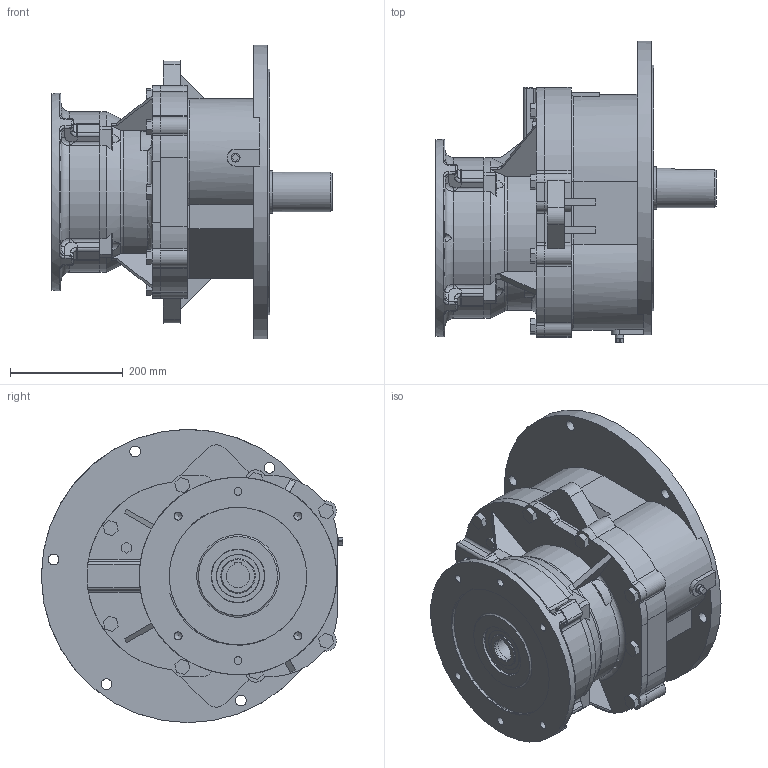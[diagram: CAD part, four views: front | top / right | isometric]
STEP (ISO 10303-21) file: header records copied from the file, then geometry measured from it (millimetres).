
FILE_DESCRIPTION (( 'STEP AP214' ), '1' );
FILE_NAME ('EK2DO08394H001_F1VM27_11KW_R30_defeature.stp', '2022-06-08T01:17:18', ( 'Windows 餌辨濠' ), ( '' ), 'SwSTEP 2.0', 'SolidWorks 2021', '' );
FILE_SCHEMA (( 'AUTOMOTIVE_DESIGN' ));
Length unit declared in the file: millimetre
Products named in the file (1): EK2DO08394H001_F1VM27_11KW_R30_defeature
Bounding box: 496.5 x 534.15 x 520 mm (x, y, z)
Volume: 36806059.5 mm3; surface area: 1236582.8 mm2
Topology: 2 solids, 3 shells, 808 faces, 2031 edges, 1236 vertices
Faces by surface type: cylinder 338, plane 321, torus 52, bspline 48, sphere 25, cone 24
Full cylindrical faces by diameter (mm): 4 x1, 14 x10, 19 x6, 52 x1, 60 x2, 70 x1, 75 x3, 76.3 x2, 80 x2, 93.7 x2, 95 x1, 100 x1, 350 x1, 415 x1, 435 x1, 520 x1
Entity records: 28904 total; most frequent: CARTESIAN_POINT 9122, ORIENTED_EDGE 3820, DIRECTION 3793, EDGE_CURVE 1910, AXIS2_PLACEMENT_3D 1434, VERTEX_POINT 1193, LINE 925, VECTOR 925
